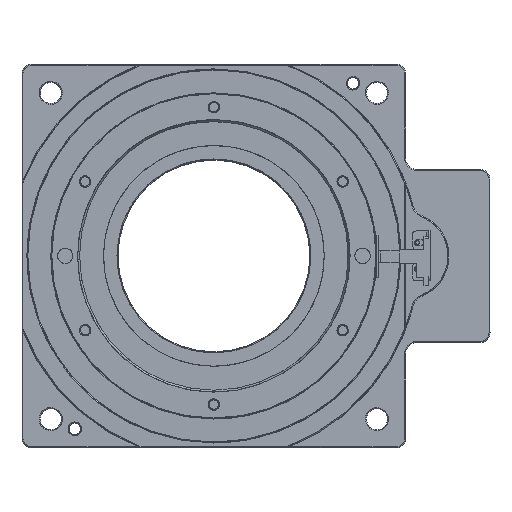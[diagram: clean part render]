
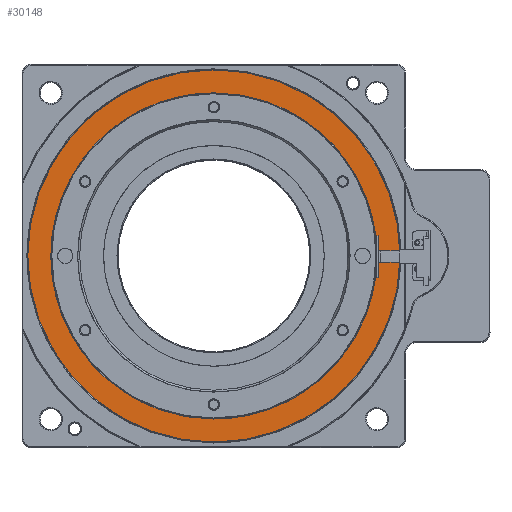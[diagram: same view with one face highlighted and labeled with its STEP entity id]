
A CAD part, top view. The second image highlights one B-rep face of the part: STEP entity #30148.
In plain terms, the highlighted planar face has unit normal (0, 0, 1).
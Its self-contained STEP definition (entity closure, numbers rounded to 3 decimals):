
#208=FACE_BOUND('',#33664,.T.);
#209=FACE_BOUND('',#33665,.T.);
#4538=B_SPLINE_CURVE_WITH_KNOTS('',3,(#85255,#85256,#85257,#85258,#85259,
#85260,#85261,#85262,#85263,#85264,#85265,#85266,#85267,#85268,#85269,#85270,
#85271,#85272),.UNSPECIFIED.,.F.,.F.,(4,2,2,2,2,2,2,2,4),(0.,0.125,0.25,
0.375,0.5,0.625,0.75,0.875,1.),.UNSPECIFIED.);
#4539=B_SPLINE_CURVE_WITH_KNOTS('',3,(#85275,#85276,#85277,#85278,#85279,
#85280,#85281,#85282,#85283,#85284,#85285,#85286,#85287,#85288,#85289,#85290,
#85291,#85292),.UNSPECIFIED.,.F.,.F.,(4,2,2,2,2,2,2,2,4),(0.,0.125,0.25,
0.375,0.5,0.625,0.75,0.875,1.),.UNSPECIFIED.);
#4540=B_SPLINE_CURVE_WITH_KNOTS('',3,(#85293,#85294,#85295,#85296,#85297,
#85298,#85299,#85300,#85301,#85302,#85303,#85304,#85305,#85306,#85307,#85308,
#85309,#85310),.UNSPECIFIED.,.F.,.F.,(4,2,2,2,2,2,2,2,4),(0.,0.125,0.25,
0.375,0.5,0.625,0.75,0.875,1.),.UNSPECIFIED.);
#4541=B_SPLINE_CURVE_WITH_KNOTS('',3,(#85313,#85314,#85315,#85316,#85317,
#85318,#85319,#85320,#85321,#85322,#85323,#85324,#85325,#85326,#85327,#85328,
#85329,#85330),.UNSPECIFIED.,.F.,.F.,(4,2,2,2,2,2,2,2,4),(0.,0.125,0.25,
0.375,0.5,0.625,0.75,0.875,1.),.UNSPECIFIED.);
#30148=ADVANCED_FACE('',(#208,#209),#31222,.T.);
#31222=PLANE('',#60482);
#33664=EDGE_LOOP('',(#38042,#38043));
#33665=EDGE_LOOP('',(#38044,#38045));
#38042=ORIENTED_EDGE('',*,*,#51691,.T.);
#38043=ORIENTED_EDGE('',*,*,#51692,.T.);
#38044=ORIENTED_EDGE('',*,*,#51693,.T.);
#38045=ORIENTED_EDGE('',*,*,#51694,.T.);
#44863=VERTEX_POINT('',#85273);
#44864=VERTEX_POINT('',#85274);
#44865=VERTEX_POINT('',#85311);
#44866=VERTEX_POINT('',#85312);
#51691=EDGE_CURVE('',#44863,#44864,#4538,.T.);
#51692=EDGE_CURVE('',#44864,#44863,#4539,.T.);
#51693=EDGE_CURVE('',#44865,#44866,#4540,.T.);
#51694=EDGE_CURVE('',#44866,#44865,#4541,.T.);
#60482=AXIS2_PLACEMENT_3D('',#85331,#66806,#66807);
#66806=DIRECTION('',(0.,0.,1.));
#66807=DIRECTION('',(-1.,0.,0.));
#85255=CARTESIAN_POINT('',(6.44,-85.,-4.));
#85256=CARTESIAN_POINT('',(-4.721,-85.,-4.));
#85257=CARTESIAN_POINT('',(-15.776,-82.801,-4.));
#85258=CARTESIAN_POINT('',(-36.399,-74.259,-4.));
#85259=CARTESIAN_POINT('',(-45.771,-67.996,-4.));
#85260=CARTESIAN_POINT('',(-61.556,-52.212,-4.));
#85261=CARTESIAN_POINT('',(-67.818,-42.84,-4.));
#85262=CARTESIAN_POINT('',(-76.361,-22.216,-4.));
#85263=CARTESIAN_POINT('',(-78.56,-11.161,-4.));
#85264=CARTESIAN_POINT('',(-78.56,11.161,-4.));
#85265=CARTESIAN_POINT('',(-76.361,22.216,-4.));
#85266=CARTESIAN_POINT('',(-67.818,42.84,-4.));
#85267=CARTESIAN_POINT('',(-61.556,52.212,-4.));
#85268=CARTESIAN_POINT('',(-45.772,67.996,-4.));
#85269=CARTESIAN_POINT('',(-36.399,74.258,-4.));
#85270=CARTESIAN_POINT('',(-15.776,82.801,-4.));
#85271=CARTESIAN_POINT('',(-4.723,85.,-4.));
#85272=CARTESIAN_POINT('',(6.44,85.,-4.));
#85273=CARTESIAN_POINT('',(6.44,-85.,-4.));
#85274=CARTESIAN_POINT('',(6.44,85.,-4.));
#85275=CARTESIAN_POINT('',(6.44,85.,-4.));
#85276=CARTESIAN_POINT('',(17.602,85.,-4.));
#85277=CARTESIAN_POINT('',(28.657,82.801,-4.));
#85278=CARTESIAN_POINT('',(49.28,74.259,-4.));
#85279=CARTESIAN_POINT('',(58.652,67.996,-4.));
#85280=CARTESIAN_POINT('',(74.437,52.212,-4.));
#85281=CARTESIAN_POINT('',(80.699,42.84,-4.));
#85282=CARTESIAN_POINT('',(89.241,22.216,-4.));
#85283=CARTESIAN_POINT('',(91.44,11.161,-4.));
#85284=CARTESIAN_POINT('',(91.44,-11.161,-4.));
#85285=CARTESIAN_POINT('',(89.241,-22.216,-4.));
#85286=CARTESIAN_POINT('',(80.699,-42.84,-4.));
#85287=CARTESIAN_POINT('',(74.437,-52.212,-4.));
#85288=CARTESIAN_POINT('',(58.652,-67.996,-4.));
#85289=CARTESIAN_POINT('',(49.28,-74.258,-4.));
#85290=CARTESIAN_POINT('',(28.657,-82.801,-4.));
#85291=CARTESIAN_POINT('',(17.603,-85.,-4.));
#85292=CARTESIAN_POINT('',(6.44,-85.,-4.));
#85293=CARTESIAN_POINT('',(103.44,0.,-4.));
#85294=CARTESIAN_POINT('',(103.44,12.738,-4.));
#85295=CARTESIAN_POINT('',(100.931,25.353,-4.));
#85296=CARTESIAN_POINT('',(91.182,48.888,-4.));
#85297=CARTESIAN_POINT('',(84.036,59.583,-4.));
#85298=CARTESIAN_POINT('',(66.023,77.596,-4.));
#85299=CARTESIAN_POINT('',(55.328,84.742,-4.));
#85300=CARTESIAN_POINT('',(31.793,94.491,-4.));
#85301=CARTESIAN_POINT('',(19.177,97.,-4.));
#85302=CARTESIAN_POINT('',(-6.297,97.,-4.));
#85303=CARTESIAN_POINT('',(-18.912,94.49,-4.));
#85304=CARTESIAN_POINT('',(-42.448,84.742,-4.));
#85305=CARTESIAN_POINT('',(-53.142,77.596,-4.));
#85306=CARTESIAN_POINT('',(-71.156,59.583,-4.));
#85307=CARTESIAN_POINT('',(-78.302,48.888,-4.));
#85308=CARTESIAN_POINT('',(-88.05,25.353,-4.));
#85309=CARTESIAN_POINT('',(-90.56,12.739,-4.));
#85310=CARTESIAN_POINT('',(-90.56,0.,-4.));
#85311=CARTESIAN_POINT('',(103.44,0.,-4.));
#85312=CARTESIAN_POINT('',(-90.56,0.,-4.));
#85313=CARTESIAN_POINT('',(-90.56,0.,-4.));
#85314=CARTESIAN_POINT('',(-90.56,-12.738,-4.));
#85315=CARTESIAN_POINT('',(-88.05,-25.353,-4.));
#85316=CARTESIAN_POINT('',(-78.302,-48.888,-4.));
#85317=CARTESIAN_POINT('',(-71.155,-59.583,-4.));
#85318=CARTESIAN_POINT('',(-53.143,-77.596,-4.));
#85319=CARTESIAN_POINT('',(-42.447,-84.742,-4.));
#85320=CARTESIAN_POINT('',(-18.912,-94.491,-4.));
#85321=CARTESIAN_POINT('',(-6.297,-97.,-4.));
#85322=CARTESIAN_POINT('',(19.177,-97.,-4.));
#85323=CARTESIAN_POINT('',(31.793,-94.49,-4.));
#85324=CARTESIAN_POINT('',(55.328,-84.742,-4.));
#85325=CARTESIAN_POINT('',(66.023,-77.596,-4.));
#85326=CARTESIAN_POINT('',(84.036,-59.583,-4.));
#85327=CARTESIAN_POINT('',(91.182,-48.888,-4.));
#85328=CARTESIAN_POINT('',(100.931,-25.353,-4.));
#85329=CARTESIAN_POINT('',(103.44,-12.739,-4.));
#85330=CARTESIAN_POINT('',(103.44,0.,-4.));
#85331=CARTESIAN_POINT('',(6.44,0.,-4.));
